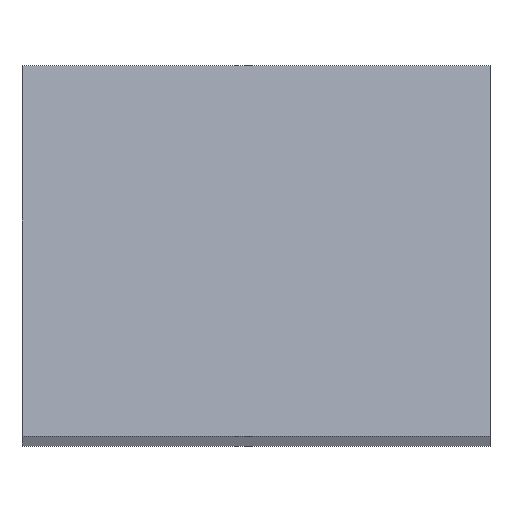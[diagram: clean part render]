
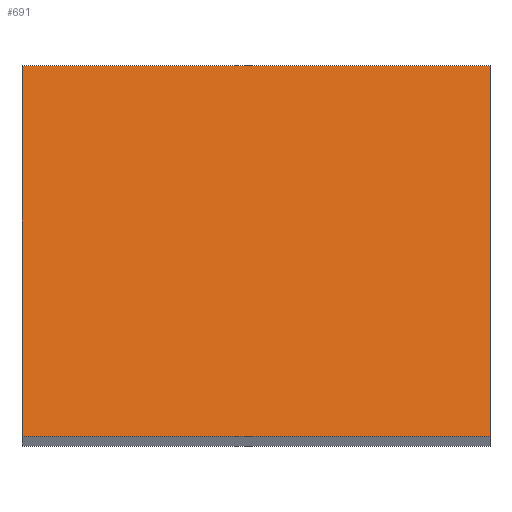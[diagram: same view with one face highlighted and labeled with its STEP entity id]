
A CAD part, top view. The second image highlights one B-rep face of the part: STEP entity #691.
In plain terms, the highlighted planar face has unit normal (0, 0.139, 0.99).
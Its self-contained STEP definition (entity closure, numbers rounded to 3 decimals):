
#40 = EDGE_CURVE ( 'NONE', #165, #935, #873, .T. ) ;
#79 = CARTESIAN_POINT ( 'NONE',  ( -9.99, 10.267, 1.202 ) ) ;
#106 = VERTEX_POINT ( 'NONE', #1026 ) ;
#110 = LINE ( 'NONE', #718, #1056 ) ;
#111 = VECTOR ( 'NONE', #694, 1000. ) ;
#117 = VERTEX_POINT ( 'NONE', #413 ) ;
#131 = VECTOR ( 'NONE', #304, 1000. ) ;
#165 = VERTEX_POINT ( 'NONE', #767 ) ;
#166 = ORIENTED_EDGE ( 'NONE', *, *, #347, .F. ) ;
#217 = DIRECTION ( 'NONE',  ( 0., -0.99, 0.139 ) ) ;
#218 = EDGE_CURVE ( 'NONE', #106, #165, #351, .T. ) ;
#304 = DIRECTION ( 'NONE',  ( 1., 0., 0. ) ) ;
#347 = EDGE_CURVE ( 'NONE', #106, #117, #898, .T. ) ;
#351 = LINE ( 'NONE', #79, #111 ) ;
#365 = ORIENTED_EDGE ( 'NONE', *, *, #40, .T. ) ;
#383 = CARTESIAN_POINT ( 'NONE',  ( -9.99, -5.577, 3.429 ) ) ;
#413 = CARTESIAN_POINT ( 'NONE',  ( 10.01, 10.267, 1.202 ) ) ;
#422 = CARTESIAN_POINT ( 'NONE',  ( 10.01, -5.577, 3.429 ) ) ;
#455 = DIRECTION ( 'NONE',  ( 0., -0.99, 0.139 ) ) ;
#534 = EDGE_LOOP ( 'NONE', ( #365, #814, #166, #537 ) ) ;
#537 = ORIENTED_EDGE ( 'NONE', *, *, #218, .T. ) ;
#540 = VECTOR ( 'NONE', #1111, 1000. ) ;
#691 = ADVANCED_FACE ( 'NONE', ( #744 ), #722, .T. ) ;
#694 = DIRECTION ( 'NONE',  ( 0., -0.99, 0.139 ) ) ;
#718 = CARTESIAN_POINT ( 'NONE',  ( 10.01, 10.267, 1.202 ) ) ;
#722 = PLANE ( 'NONE',  #1099 ) ;
#744 = FACE_OUTER_BOUND ( 'NONE', #534, .T. ) ;
#767 = CARTESIAN_POINT ( 'NONE',  ( -9.99, -5.577, 3.429 ) ) ;
#801 = CARTESIAN_POINT ( 'NONE',  ( -9.99, 10.267, 1.202 ) ) ;
#806 = DIRECTION ( 'NONE',  ( 0., 0.139, 0.99 ) ) ;
#814 = ORIENTED_EDGE ( 'NONE', *, *, #1025, .F. ) ;
#873 = LINE ( 'NONE', #383, #131 ) ;
#898 = LINE ( 'NONE', #922, #540 ) ;
#922 = CARTESIAN_POINT ( 'NONE',  ( -9.99, 10.267, 1.202 ) ) ;
#935 = VERTEX_POINT ( 'NONE', #422 ) ;
#1025 = EDGE_CURVE ( 'NONE', #117, #935, #110, .T. ) ;
#1026 = CARTESIAN_POINT ( 'NONE',  ( -9.99, 10.267, 1.202 ) ) ;
#1056 = VECTOR ( 'NONE', #455, 1000. ) ;
#1099 = AXIS2_PLACEMENT_3D ( 'NONE', #801, #806, #217 ) ;
#1111 = DIRECTION ( 'NONE',  ( 1., 0., 0. ) ) ;
